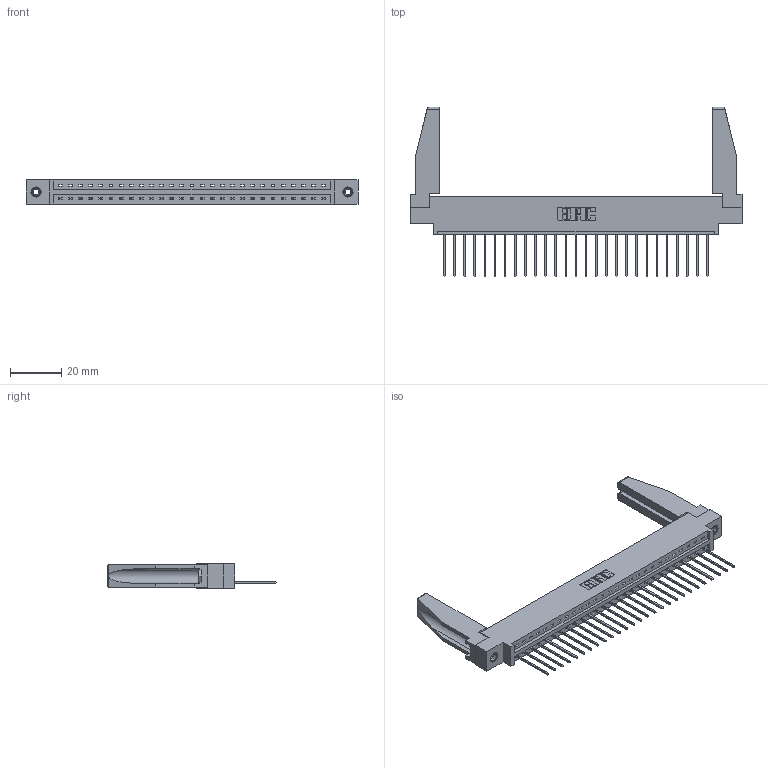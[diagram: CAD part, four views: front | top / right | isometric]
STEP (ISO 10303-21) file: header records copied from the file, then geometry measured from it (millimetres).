
FILE_DESCRIPTION (( 'STEP AP203' ), '1' );
FILE_NAME ('387-027-542-678.STEP', '2019-10-03T14:11:38', ( '' ), ( '' ), 'SwSTEP 2.0', 'SolidWorks 2016', '' );
FILE_SCHEMA (( 'CONFIG_CONTROL_DESIGN' ));
Length unit declared in the file: inch
Products named in the file (5): 345-250-001_345-250-001-102; 307-220-078; 337 Part_0.170 Offset - 0.156 Dia-TI; 387-027-542-678; 345-292-001_345-293-142
Assembly tree (32 placements, depth 2):
  387-027-542-678
    337 Part_0.170 Offset - 0.156 Dia-TI
    345-292-001_345-293-142  x27
    345-250-001_345-250-001-102  x2
    307-220-078  x2
Bounding box: 130 x 66.43 x 9.4 mm (x, y, z)
Volume: 17259.2 mm3; surface area: 17953.5 mm2
Topology: 32 solids, 32 shells, 1922 faces, 5729 edges, 3774 vertices
Faces by surface type: plane 1400, cylinder 506, cone 12, torus 4
Entity records: 24600 total; most frequent: CARTESIAN_POINT 4277, ORIENTED_EDGE 4196, DIRECTION 3640, EDGE_CURVE 2098, LINE 1932, VECTOR 1932, VERTEX_POINT 1392, AXIS2_PLACEMENT_3D 854
